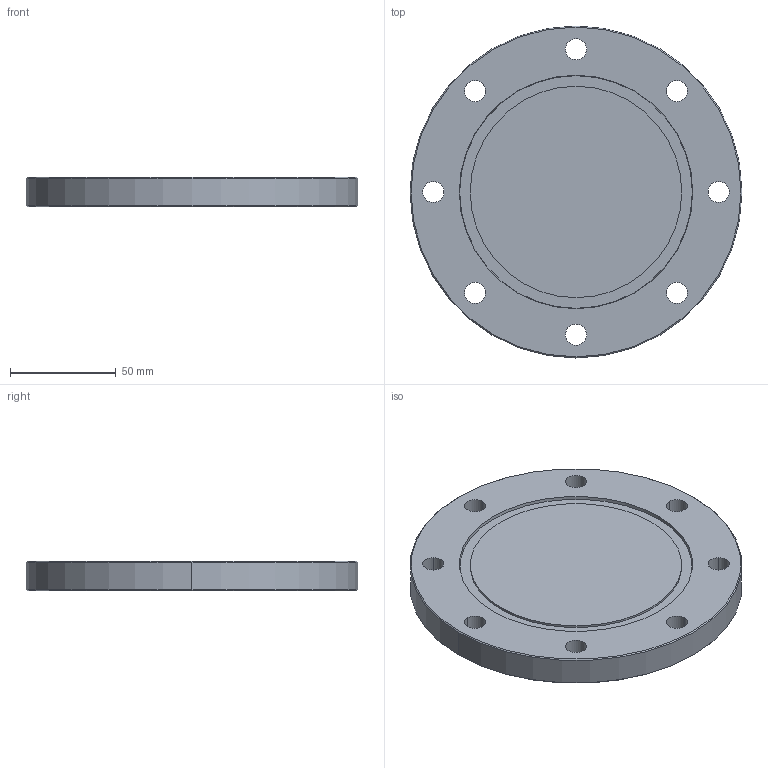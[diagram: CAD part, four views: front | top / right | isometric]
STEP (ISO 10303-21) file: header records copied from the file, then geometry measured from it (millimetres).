
FILE_DESCRIPTION (( 'STEP AP203' ), '1' );
FILE_NAME ('3D_R712_DN101.6_168071840.STEP', '2024-08-12T07:21:56', ( '' ), ( '' ), 'SwSTEP 2.0', 'SolidWorks 2024', '' );
FILE_SCHEMA (( 'CONFIG_CONTROL_DESIGN' ));
Length unit declared in the file: millimetre
Products named in the file (1): 3D_R712_DN101.6_168071840
Bounding box: 157 x 157 x 14 mm (x, y, z)
Volume: 255774.8 mm3; surface area: 48364 mm2
Topology: 1 solids, 1 shells, 30 faces, 74 edges, 48 vertices
Faces by surface type: cylinder 20, cone 6, plane 4
Entity records: 1023 total; most frequent: DIRECTION 184, CARTESIAN_POINT 153, ORIENTED_EDGE 148, AXIS2_PLACEMENT_3D 79, EDGE_CURVE 74, CIRCLE 48, VERTEX_POINT 48, EDGE_LOOP 48
